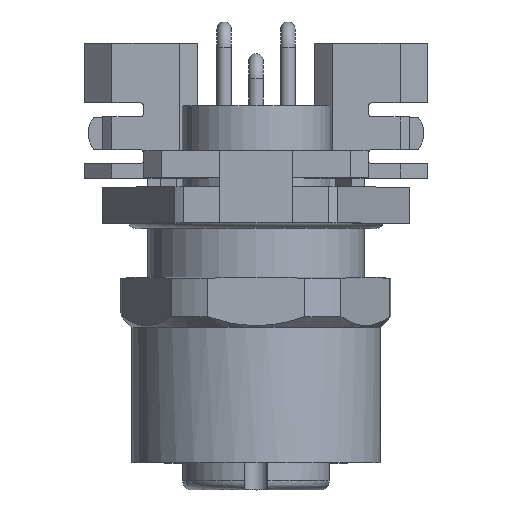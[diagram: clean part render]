
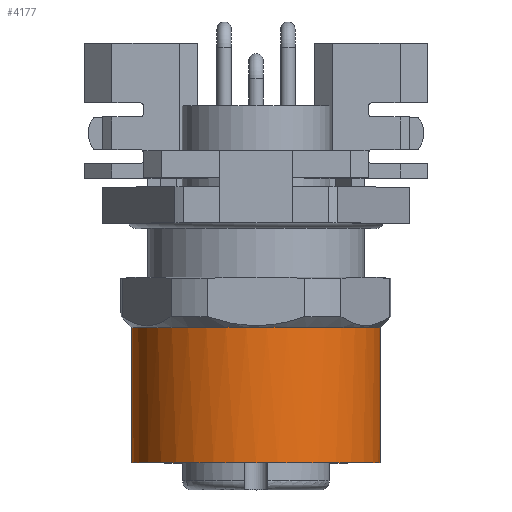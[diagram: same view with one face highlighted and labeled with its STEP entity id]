
A CAD part, top view. The second image highlights one B-rep face of the part: STEP entity #4177.
In plain terms, the highlighted cylindrical face has radius 6.9 mm (diameter 13.8 mm), a full revolution.
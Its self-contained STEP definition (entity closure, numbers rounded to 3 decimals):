
#3856=CYLINDRICAL_SURFACE('',#8817,6.9);
#4177=ADVANCED_FACE('',(#7410,#7411),#3856,.T.);
#4572=EDGE_LOOP('',(#6232));
#4573=EDGE_LOOP('',(#6233));
#6232=ORIENTED_EDGE('',*,*,#7090,.T.);
#6233=ORIENTED_EDGE('',*,*,#7088,.F.);
#7088=EDGE_CURVE('',#7980,#7980,#7286,.T.);
#7090=EDGE_CURVE('',#7982,#7982,#7288,.T.);
#7286=CIRCLE('',#8789,6.9);
#7288=CIRCLE('',#8793,6.9);
#7410=FACE_BOUND('',#4572,.T.);
#7411=FACE_BOUND('',#4573,.T.);
#7980=VERTEX_POINT('',#12898);
#7982=VERTEX_POINT('',#12904);
#8789=AXIS2_PLACEMENT_3D('',#12897,#10287,#10288);
#8793=AXIS2_PLACEMENT_3D('',#12903,#10295,#10296);
#8817=AXIS2_PLACEMENT_3D('',#13000,#10355,#10356);
#10287=DIRECTION('',(0.,-1.,0.));
#10288=DIRECTION('',(-1.,0.,0.));
#10295=DIRECTION('',(0.,-1.,0.));
#10296=DIRECTION('',(-1.,0.,0.));
#10355=DIRECTION('',(0.,-1.,0.));
#10356=DIRECTION('',(-1.,0.,0.));
#12897=CARTESIAN_POINT('',(0.,6.2,0.));
#12898=CARTESIAN_POINT('',(-6.9,6.2,0.));
#12903=CARTESIAN_POINT('',(0.,13.7,0.));
#12904=CARTESIAN_POINT('',(-6.9,13.7,0.));
#13000=CARTESIAN_POINT('',(0.,9.95,0.));
